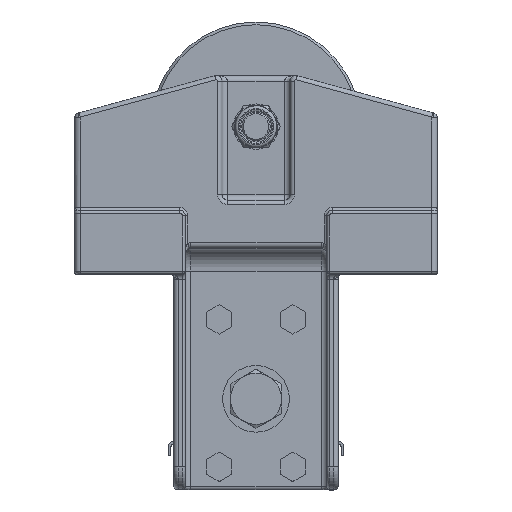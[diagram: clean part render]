
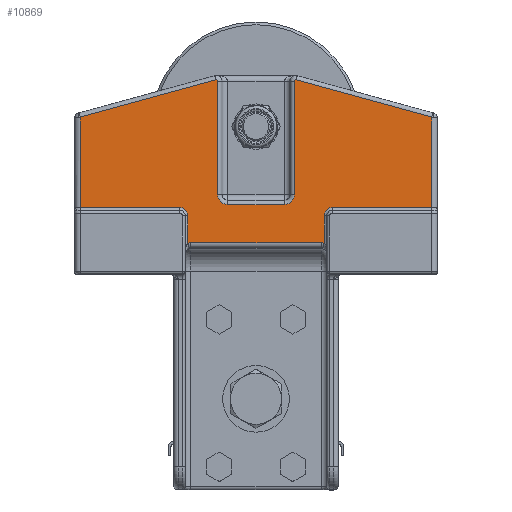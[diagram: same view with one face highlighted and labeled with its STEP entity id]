
A CAD part, top view. The second image highlights one B-rep face of the part: STEP entity #10869.
In plain terms, the highlighted face is planar.
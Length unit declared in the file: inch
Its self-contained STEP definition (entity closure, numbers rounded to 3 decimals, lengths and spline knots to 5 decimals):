
#2051=CARTESIAN_POINT('',(-1.4375,-1.53125,0.8552));
#2052=VERTEX_POINT('',#2051);
#2070=CARTESIAN_POINT('',(1.4375,-1.53125,0.8552));
#2071=VERTEX_POINT('',#2070);
#2079=CARTESIAN_POINT('',(1.4375,-1.53125,0.8552));
#2080=DIRECTION('',(-1.0,0.0,0.0));
#2081=VECTOR('',#2080,2.875);
#2082=LINE('',#2079,#2081);
#2083=EDGE_CURVE('',#2071,#2052,#2082,.T.);
#2093=CARTESIAN_POINT('',(-1.5,-1.53125,0.84726));
#2094=VERTEX_POINT('',#2093);
#2112=CARTESIAN_POINT('',(-1.4375,-1.53125,0.6052));
#2113=DIRECTION('',(0.,-1.0,0.));
#2114=DIRECTION('',(-0.259,0.,0.966));
#2115=AXIS2_PLACEMENT_3D('',#2112,#2113,#2114);
#2116=CIRCLE('',#2115,0.25);
#2117=EDGE_CURVE('',#2052,#2094,#2116,.T.);
#2129=CARTESIAN_POINT('',(1.5,-1.53125,0.84726));
#2130=VERTEX_POINT('',#2129);
#2138=CARTESIAN_POINT('',(1.4375,-1.53125,0.6052));
#2139=DIRECTION('',(0.,-1.,0.));
#2140=DIRECTION('',(0.259,0.,0.966));
#2141=AXIS2_PLACEMENT_3D('',#2138,#2139,#2140);
#2142=CIRCLE('',#2141,0.25);
#2143=EDGE_CURVE('',#2130,#2071,#2142,.T.);
#2336=CARTESIAN_POINT('',(1.5,-1.53125,1.44895));
#2337=VERTEX_POINT('',#2336);
#2345=CARTESIAN_POINT('',(1.5,-1.53125,1.44895));
#2346=DIRECTION('',(0.0,0.0,-1.0));
#2347=VECTOR('',#2346,0.60169);
#2348=LINE('',#2345,#2347);
#2349=EDGE_CURVE('',#2337,#2130,#2348,.T.);
#3702=CARTESIAN_POINT('',(3.875,-1.53125,1.63645));
#3703=VERTEX_POINT('',#3702);
#5923=CARTESIAN_POINT('',(0.88324,-1.53125,4.44784));
#5924=VERTEX_POINT('',#5923);
#5932=CARTESIAN_POINT('',(3.875,-1.53125,3.62969));
#5933=VERTEX_POINT('',#5932);
#5934=CARTESIAN_POINT('',(0.88324,-1.53125,4.44784));
#5935=DIRECTION('',(0.965,0.0,-0.264));
#5936=VECTOR('',#5935,3.10161);
#5937=LINE('',#5934,#5936);
#5938=EDGE_CURVE('',#5924,#5933,#5937,.T.);
#6006=CARTESIAN_POINT('',(0.84375,-1.53125,4.4177));
#6007=VERTEX_POINT('',#6006);
#6015=CARTESIAN_POINT('',(0.875,-1.53125,4.4177));
#6016=DIRECTION('',(0.,1.0,0.));
#6017=DIRECTION('',(-0.607,0.,0.795));
#6018=AXIS2_PLACEMENT_3D('',#6015,#6016,#6017);
#6019=CIRCLE('',#6018,0.03125);
#6020=EDGE_CURVE('',#6007,#5924,#6019,.T.);
#6082=CARTESIAN_POINT('',(0.84375,-1.53125,1.9177));
#6083=VERTEX_POINT('',#6082);
#6091=CARTESIAN_POINT('',(0.84375,-1.53125,1.9177));
#6092=DIRECTION('',(0.0,0.0,1.0));
#6093=VECTOR('',#6092,2.5);
#6094=LINE('',#6091,#6093);
#6095=EDGE_CURVE('',#6083,#6007,#6094,.T.);
#6195=CARTESIAN_POINT('',(0.625,-1.53125,1.69895));
#6196=VERTEX_POINT('',#6195);
#6204=CARTESIAN_POINT('',(0.625,-1.53125,1.9177));
#6205=DIRECTION('',(0.,-1.0,0.));
#6206=DIRECTION('',(0.707,0.,-0.707));
#6207=AXIS2_PLACEMENT_3D('',#6204,#6205,#6206);
#6208=CIRCLE('',#6207,0.21875);
#6209=EDGE_CURVE('',#6196,#6083,#6208,.T.);
#6229=CARTESIAN_POINT('',(-0.625,-1.53125,1.69895));
#6230=VERTEX_POINT('',#6229);
#6238=CARTESIAN_POINT('',(-0.625,-1.53125,1.69895));
#6239=DIRECTION('',(1.0,0.0,0.0));
#6240=VECTOR('',#6239,1.25);
#6241=LINE('',#6238,#6240);
#6242=EDGE_CURVE('',#6230,#6196,#6241,.T.);
#6261=CARTESIAN_POINT('',(-0.84375,-1.53125,1.9177));
#6262=VERTEX_POINT('',#6261);
#6270=CARTESIAN_POINT('',(-0.625,-1.53125,1.9177));
#6271=DIRECTION('',(0.,-1.0,0.));
#6272=DIRECTION('',(-0.707,0.,-0.707));
#6273=AXIS2_PLACEMENT_3D('',#6270,#6271,#6272);
#6274=CIRCLE('',#6273,0.21875);
#6275=EDGE_CURVE('',#6262,#6230,#6274,.T.);
#6295=CARTESIAN_POINT('',(-0.84375,-1.53125,4.4177));
#6296=VERTEX_POINT('',#6295);
#6304=CARTESIAN_POINT('',(-0.84375,-1.53125,4.4177));
#6305=DIRECTION('',(0.0,0.0,-1.0));
#6306=VECTOR('',#6305,2.5);
#6307=LINE('',#6304,#6306);
#6308=EDGE_CURVE('',#6296,#6262,#6307,.T.);
#6375=CARTESIAN_POINT('',(-0.88324,-1.53125,4.44784));
#6376=VERTEX_POINT('',#6375);
#6384=CARTESIAN_POINT('',(-0.875,-1.53125,4.4177));
#6385=DIRECTION('',(0.,1.0,0.));
#6386=DIRECTION('',(0.607,0.,0.795));
#6387=AXIS2_PLACEMENT_3D('',#6384,#6385,#6386);
#6388=CIRCLE('',#6387,0.03125);
#6389=EDGE_CURVE('',#6376,#6296,#6388,.T.);
#6409=CARTESIAN_POINT('',(-3.875,-1.53125,3.62969));
#6410=VERTEX_POINT('',#6409);
#6418=CARTESIAN_POINT('',(-3.875,-1.53125,3.62969));
#6419=DIRECTION('',(0.965,0.0,0.264));
#6420=VECTOR('',#6419,3.10161);
#6421=LINE('',#6418,#6420);
#6422=EDGE_CURVE('',#6410,#6376,#6421,.T.);
#6825=CARTESIAN_POINT('',(3.875,-1.53125,3.62969));
#6826=DIRECTION('',(0.0,0.0,-1.0));
#6827=VECTOR('',#6826,1.99324);
#6828=LINE('',#6825,#6827);
#6829=EDGE_CURVE('',#5933,#3703,#6828,.T.);
#10722=CARTESIAN_POINT('',(1.6875,-1.53125,1.63645));
#10723=VERTEX_POINT('',#10722);
#10731=CARTESIAN_POINT('',(1.6875,-1.53125,1.44895));
#10732=DIRECTION('',(0.,-1.,0.));
#10733=DIRECTION('',(-0.707,0.,0.707));
#10734=AXIS2_PLACEMENT_3D('',#10731,#10732,#10733);
#10735=CIRCLE('',#10734,0.1875);
#10736=EDGE_CURVE('',#10723,#2337,#10735,.T.);
#10755=CARTESIAN_POINT('',(3.875,-1.53125,1.63645));
#10756=DIRECTION('',(-1.0,0.0,0.0));
#10757=VECTOR('',#10756,2.1875);
#10758=LINE('',#10755,#10757);
#10759=EDGE_CURVE('',#3703,#10723,#10758,.T.);
#10815=CARTESIAN_POINT('',(1.8125,-1.53125,-4.5823));
#10816=DIRECTION('',(0.0,1.0,0.0));
#10817=DIRECTION('',(0.0,0.0,1.0));
#10818=AXIS2_PLACEMENT_3D('',#10815,#10816,#10817);
#10819=PLANE('',#10818);
#10820=ORIENTED_EDGE('',*,*,#2143,.F.);
#10821=ORIENTED_EDGE('',*,*,#2349,.F.);
#10822=ORIENTED_EDGE('',*,*,#10736,.F.);
#10823=ORIENTED_EDGE('',*,*,#10759,.F.);
#10824=ORIENTED_EDGE('',*,*,#6829,.F.);
#10825=ORIENTED_EDGE('',*,*,#5938,.F.);
#10826=ORIENTED_EDGE('',*,*,#6020,.F.);
#10827=ORIENTED_EDGE('',*,*,#6095,.F.);
#10828=ORIENTED_EDGE('',*,*,#6209,.F.);
#10829=ORIENTED_EDGE('',*,*,#6242,.F.);
#10830=ORIENTED_EDGE('',*,*,#6275,.F.);
#10831=ORIENTED_EDGE('',*,*,#6308,.F.);
#10832=ORIENTED_EDGE('',*,*,#6389,.F.);
#10833=ORIENTED_EDGE('',*,*,#6422,.F.);
#10834=CARTESIAN_POINT('',(-3.875,-1.53125,1.63645));
#10835=VERTEX_POINT('',#10834);
#10836=CARTESIAN_POINT('',(-3.875,-1.53125,1.63645));
#10837=DIRECTION('',(0.0,0.0,1.0));
#10838=VECTOR('',#10837,1.99324);
#10839=LINE('',#10836,#10838);
#10840=EDGE_CURVE('',#10835,#6410,#10839,.T.);
#10841=ORIENTED_EDGE('',*,*,#10840,.F.);
#10842=CARTESIAN_POINT('',(-1.6875,-1.53125,1.63645));
#10843=VERTEX_POINT('',#10842);
#10844=CARTESIAN_POINT('',(-1.6875,-1.53125,1.63645));
#10845=DIRECTION('',(-1.0,0.0,0.0));
#10846=VECTOR('',#10845,2.1875);
#10847=LINE('',#10844,#10846);
#10848=EDGE_CURVE('',#10843,#10835,#10847,.T.);
#10849=ORIENTED_EDGE('',*,*,#10848,.F.);
#10850=CARTESIAN_POINT('',(-1.5,-1.53125,1.44895));
#10851=VERTEX_POINT('',#10850);
#10852=CARTESIAN_POINT('',(-1.6875,-1.53125,1.44895));
#10853=DIRECTION('',(0.,-1.,0.));
#10854=DIRECTION('',(0.707,0.,0.707));
#10855=AXIS2_PLACEMENT_3D('',#10852,#10853,#10854);
#10856=CIRCLE('',#10855,0.1875);
#10857=EDGE_CURVE('',#10851,#10843,#10856,.T.);
#10858=ORIENTED_EDGE('',*,*,#10857,.F.);
#10859=CARTESIAN_POINT('',(-1.5,-1.53125,0.84726));
#10860=DIRECTION('',(0.0,0.0,1.0));
#10861=VECTOR('',#10860,0.60169);
#10862=LINE('',#10859,#10861);
#10863=EDGE_CURVE('',#2094,#10851,#10862,.T.);
#10864=ORIENTED_EDGE('',*,*,#10863,.F.);
#10865=ORIENTED_EDGE('',*,*,#2117,.F.);
#10866=ORIENTED_EDGE('',*,*,#2083,.F.);
#10867=EDGE_LOOP('',(#10820,#10821,#10822,#10823,#10824,#10825,#10826,#10827,#10828,#10829,#10830,#10831,#10832,#10833,#10841,#10849,#10858,#10864,#10865,#10866));
#10868=FACE_OUTER_BOUND('',#10867,.T.);
#10869=ADVANCED_FACE('',(#10868),#10819,.F.);
